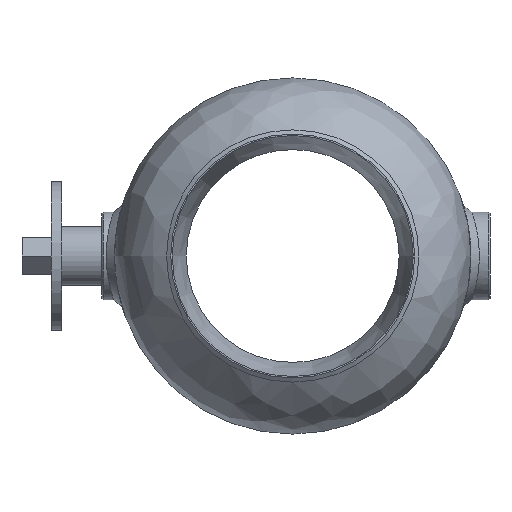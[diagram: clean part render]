
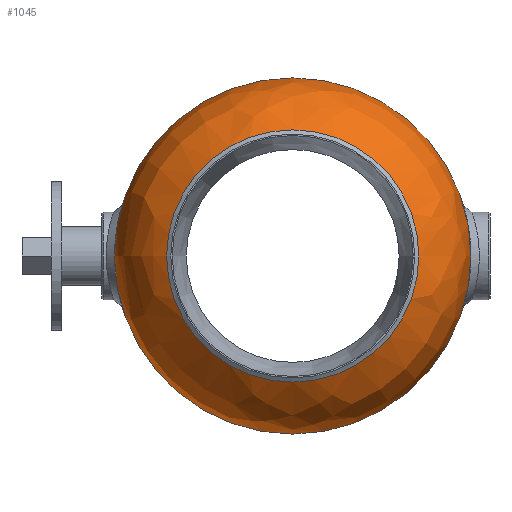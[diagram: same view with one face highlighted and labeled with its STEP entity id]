
A CAD part, left-side view. The second image highlights one B-rep face of the part: STEP entity #1045.
In plain terms, the highlighted free-form (B-spline) face has degree [2, 2] with [5, 9] control points.
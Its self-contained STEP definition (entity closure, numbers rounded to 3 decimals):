
#874=CARTESIAN_POINT('',(323.,251.0,0.0));
#875=VERTEX_POINT('',#874);
#876=CARTESIAN_POINT('',(323.,0.0,0.0));
#877=DIRECTION('',(1.0,0.0,0.0));
#878=DIRECTION('',(0.0,1.0,0.0));
#879=AXIS2_PLACEMENT_3D('',#876,#877,#878);
#880=CIRCLE('',#879,251.0);
#881=EDGE_CURVE('',#875,#875,#880,.T.);
#971=CARTESIAN_POINT('',(199.964,177.8,0.0));
#972=VERTEX_POINT('',#971);
#973=CARTESIAN_POINT('',(199.964,0.0,0.0));
#974=DIRECTION('',(1.0,0.0,0.0));
#975=DIRECTION('',(0.0,1.0,0.0));
#976=AXIS2_PLACEMENT_3D('',#973,#974,#975);
#977=CIRCLE('',#976,177.8);
#978=EDGE_CURVE('',#972,#972,#977,.T.);
#986=CARTESIAN_POINT('',(237.683,0.0,0.0));
#987=CARTESIAN_POINT('',(158.176,0.,61.111));
#988=CARTESIAN_POINT('',(190.448,0.,156.056));
#989=CARTESIAN_POINT('',(222.721,0.,251.));
#990=CARTESIAN_POINT('',(323.,0.,251.0));
#991=CARTESIAN_POINT('',(237.683,0.0,0.0));
#992=CARTESIAN_POINT('',(158.176,61.111,61.111));
#993=CARTESIAN_POINT('',(190.448,156.056,156.056));
#994=CARTESIAN_POINT('',(222.721,251.0,251.));
#995=CARTESIAN_POINT('',(323.,251.,251.));
#996=CARTESIAN_POINT('',(237.683,0.0,0.0));
#997=CARTESIAN_POINT('',(158.176,61.111,0.));
#998=CARTESIAN_POINT('',(190.448,156.056,0.));
#999=CARTESIAN_POINT('',(222.721,251.,0.));
#1000=CARTESIAN_POINT('',(323.,251.0,0.));
#1001=CARTESIAN_POINT('',(237.683,0.0,0.0));
#1002=CARTESIAN_POINT('',(158.176,61.111,-61.111));
#1003=CARTESIAN_POINT('',(190.448,156.056,-156.056));
#1004=CARTESIAN_POINT('',(222.721,251.,-251.0));
#1005=CARTESIAN_POINT('',(323.,251.,-251.));
#1006=CARTESIAN_POINT('',(237.683,0.0,0.0));
#1007=CARTESIAN_POINT('',(158.176,0.,-61.111));
#1008=CARTESIAN_POINT('',(190.448,0.,-156.056));
#1009=CARTESIAN_POINT('',(222.721,0.,-251.));
#1010=CARTESIAN_POINT('',(323.,0.,-251.0));
#1011=CARTESIAN_POINT('',(237.683,0.0,0.0));
#1012=CARTESIAN_POINT('',(158.176,-61.111,-61.111));
#1013=CARTESIAN_POINT('',(190.448,-156.056,-156.056));
#1014=CARTESIAN_POINT('',(222.721,-251.0,-251.));
#1015=CARTESIAN_POINT('',(323.,-251.,-251.));
#1016=CARTESIAN_POINT('',(237.683,0.0,0.0));
#1017=CARTESIAN_POINT('',(158.176,-61.111,0.));
#1018=CARTESIAN_POINT('',(190.448,-156.056,0.));
#1019=CARTESIAN_POINT('',(222.721,-251.,0.));
#1020=CARTESIAN_POINT('',(323.,-251.0,0.));
#1021=CARTESIAN_POINT('',(237.683,0.0,0.0));
#1022=CARTESIAN_POINT('',(158.176,-61.111,61.111));
#1023=CARTESIAN_POINT('',(190.448,-156.056,156.056));
#1024=CARTESIAN_POINT('',(222.721,-251.,251.0));
#1025=CARTESIAN_POINT('',(323.,-251.,251.));
#1026=CARTESIAN_POINT('',(237.683,0.0,0.0));
#1027=CARTESIAN_POINT('',(158.176,0.,61.111));
#1028=CARTESIAN_POINT('',(190.448,0.,156.056));
#1029=CARTESIAN_POINT('',(222.721,0.,251.));
#1030=CARTESIAN_POINT('',(323.,0.,251.0));
#1038=(BOUNDED_SURFACE()B_SPLINE_SURFACE(2,2,((#986,#991,#996,#1001,#1006,#1011,#1016,#1021,#1026),(#987,#992,#997,#1002,#1007,#1012,#1017,#1022,#1027),(#988,#993,#998,#1003,#1008,#1013,#1018,#1023,#1028),(#989,#994,#999,#1004,#1009,#1014,#1019,#1024,#1029),(#990,#995,#1000,#1005,#1010,#1015,#1020,#1025,#1030)),.UNSPECIFIED.,.F.,.T.,.U.)B_SPLINE_SURFACE_WITH_KNOTS((3,2,3),(3,2,2,2,3),(-2.486,-1.243,0.0),(0.0,1.571,3.142,4.712,6.283),.UNSPECIFIED.)GEOMETRIC_REPRESENTATION_ITEM()RATIONAL_B_SPLINE_SURFACE(((1.0,0.707,1.0,0.707,1.0,0.707,1.0,0.707,1.0),(0.813,0.575,0.813,0.575,0.813,0.575,0.813,0.575,0.813),(1.0,0.707,1.0,0.707,1.0,0.707,1.0,0.707,1.0),(0.813,0.575,0.813,0.575,0.813,0.575,0.813,0.575,0.813),(1.0,0.707,1.0,0.707,1.0,0.707,1.0,0.707,1.0)))REPRESENTATION_ITEM('')SURFACE());
#1039=ORIENTED_EDGE('',*,*,#881,.F.);
#1040=EDGE_LOOP('',(#1039));
#1041=FACE_OUTER_BOUND('',#1040,.T.);
#1042=ORIENTED_EDGE('',*,*,#978,.T.);
#1043=EDGE_LOOP('',(#1042));
#1044=FACE_BOUND('',#1043,.T.);
#1045=ADVANCED_FACE('',(#1041,#1044),#1038,.T.);
